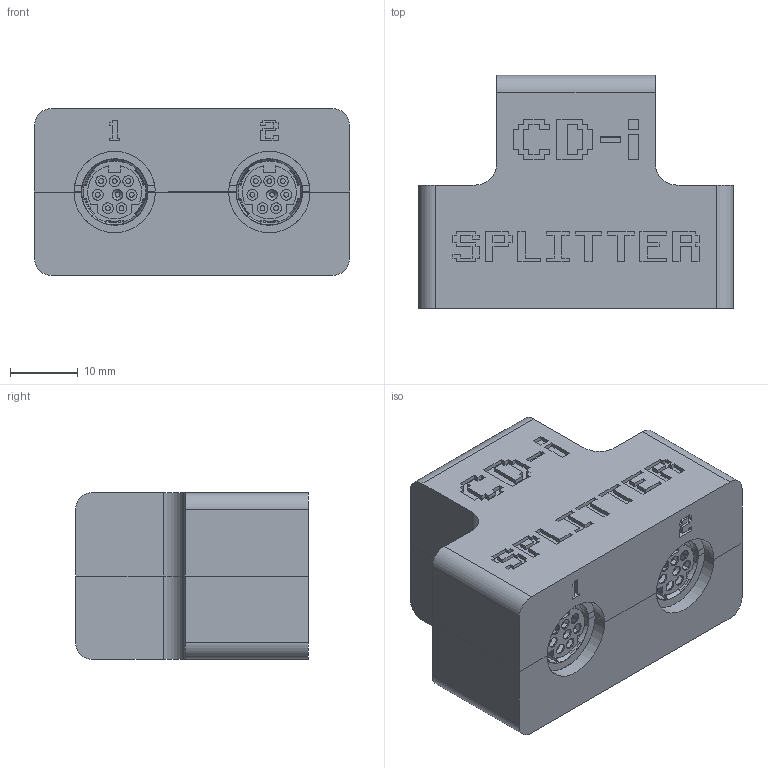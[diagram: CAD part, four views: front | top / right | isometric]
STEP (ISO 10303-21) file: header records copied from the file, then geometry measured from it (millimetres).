
FILE_DESCRIPTION(/* description */ (''),/* implementation_level */ '2;1');
FILE_NAME(/* name */ 'CDI_SPLITTER.step',/* time_stamp */ '2022-02-18T21:01:52-06:00',/* author */ (''),/* organization */ (''),/* preprocessor_version */ 'ST-DEVELOPER v18.1',/* originating_system */ 'Autodesk Translation Framework v10.13.0.1454',/* authorisation */ '');
FILE_SCHEMA (('AUTOMOTIVE_DESIGN { 1 0 10303 214 3 1 1 }'));
Length unit declared in the file: millimetre
Products named in the file (8): CDI_SPLITTER; 5749267-1; 5749267-1_1; 5749267-1_2; SOLID; CDI-SPLITTER PCB; Top; Bottom
Assembly tree (9 placements, depth 3):
  CDI_SPLITTER
    5749267-1
      SOLID
    5749267-1_1
      SOLID
    5749267-1_2
      SOLID
    CDI-SPLITTER PCB
    Top
    Bottom
Bounding box: 46.45 x 34.33 x 24.61 mm (x, y, z)
Volume: 18740.1 mm3; surface area: 21588.7 mm2
Topology: 6 solids, 6 shells, 1583 faces, 4416 edges, 2930 vertices
Faces by surface type: plane 1063, cylinder 352, torus 93, cone 69, bspline 6
Full cylindrical faces by diameter (mm): 0.711 x24, 0.97 x24, 1 x1, 1.6 x25, 2.37 x9, 4 x1, 4.2 x1, 5 x2, 8 x2, 10.465 x3
Entity records: 26206 total; most frequent: CARTESIAN_POINT 4603, ORIENTED_EDGE 4484, DIRECTION 4348, EDGE_CURVE 2242, LINE 1770, VECTOR 1770, VERTEX_POINT 1490, AXIS2_PLACEMENT_3D 1289
